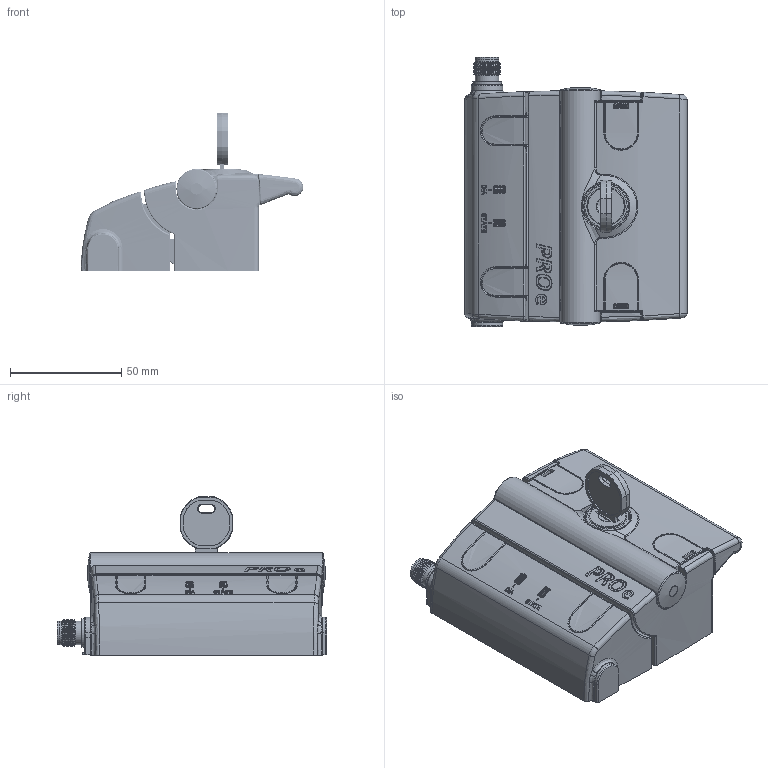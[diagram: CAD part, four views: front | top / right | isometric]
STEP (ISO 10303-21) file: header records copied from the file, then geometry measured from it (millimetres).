
FILE_DESCRIPTION(/* description */ (''),/* implementation_level */ '2;1');
FILE_NAME(/* name */ 'Syskomp 405530450 Türschloss PROe.stp',/* time_stamp */ '2014-07-18T10:48:55+02:00',/* author */ ('mstrom'),/* organization */ (''),/* preprocessor_version */ 'ST-DEVELOPER v15.2',/* originating_system */ 'Autodesk Inventor 2014',/* authorisation */ '0 mm^3');
FILE_SCHEMA (('AUTOMOTIVE_DESIGN { 1 0 10303 214 3 1 1 }'));
Length unit declared in the file: millimetre
Products named in the file (1): Syskomp 405530450 Türschloss PROe
Bounding box: 99.99 x 121.02 x 71.23 mm (x, y, z)
Volume: 133961.1 mm3; surface area: 110011.8 mm2
Topology: 22 solids, 22 shells, 4807 faces, 12331 edges, 7478 vertices
Faces by surface type: plane 1757, cylinder 1217, bspline 1191, torus 386, sphere 150, cone 106
Full cylindrical faces by diameter (mm): 0.5 x8, 0.8 x16, 3 x2, 4.5 x1, 5 x7, 5.1 x2, 6 x2, 8 x2, 8.1 x1, 8.5 x1, 9.4 x3, 9.5 x3, 9.9 x1, 10.4 x1, 10.5 x3, 11 x1, 11.9 x1, 12 x8, 13 x2, 17 x1, 17.2 x1, 18 x1, 20 x1, 21 x1
Entity records: 206841 total; most frequent: CARTESIAN_POINT 98034, ORIENTED_EDGE 23920, DIRECTION 20858, EDGE_CURVE 11960, AXIS2_PLACEMENT_3D 7620, VERTEX_POINT 7404, LINE 5618, VECTOR 5618
